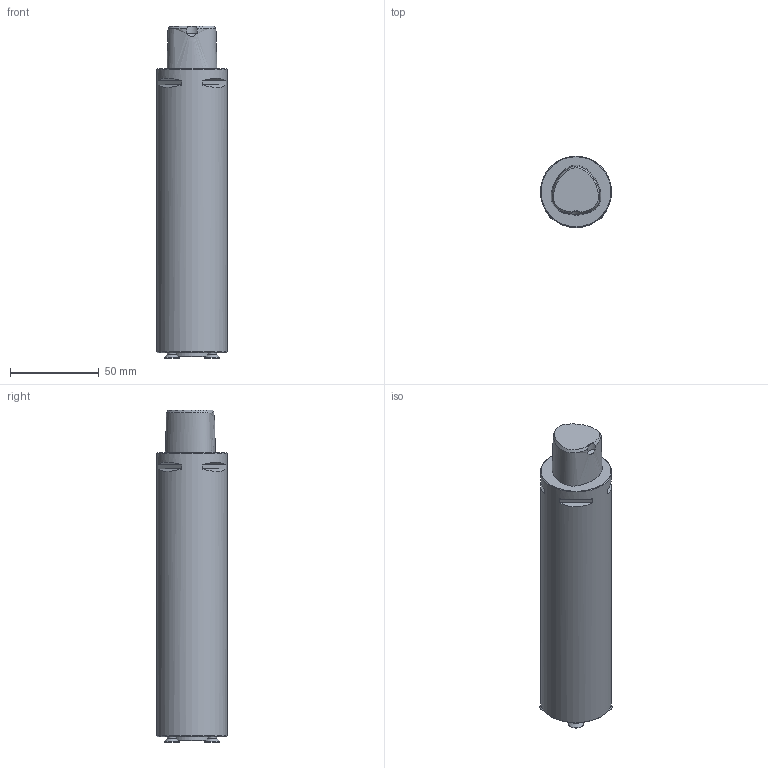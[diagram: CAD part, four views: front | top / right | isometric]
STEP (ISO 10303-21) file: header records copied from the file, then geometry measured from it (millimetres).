
FILE_DESCRIPTION(/* description */ (''),/* implementation_level */ '2;1');
FILE_NAME(/* name */ '1529480704623.stp',/* time_stamp */ '2018-06-20T09:45:11+02:00',/* author */ (''),/* organization */ ('SMS'),/* preprocessor_version */ 'ST-DEVELOPER v15',/* originating_system */ 'SIEMENS PLM Software NX 8.5',/* authorisation */ '');
FILE_SCHEMA (('AUTOMOTIVE_DESIGN { 1 0 10303 214 3 1 1 1 }'));
Length unit declared in the file: millimetre
Products named in the file (1): C4-X22D-040-160
Bounding box: 40 x 40 x 187 mm (x, y, z)
Volume: 215867.1 mm3; surface area: 25256.8 mm2
Topology: 1 solids, 1 shells, 54 faces, 119 edges, 80 vertices
Faces by surface type: plane 20, cylinder 15, cone 9, torus 8, bspline 2
Full cylindrical faces by diameter (mm): 5 x4, 21.989 x1, 40 x1
Entity records: 1992 total; most frequent: CARTESIAN_POINT 904, DIRECTION 212, ORIENTED_EDGE 176, AXIS2_PLACEMENT_3D 94, EDGE_CURVE 88, EDGE_LOOP 86, VERTEX_POINT 68, FACE_BOUND 56
